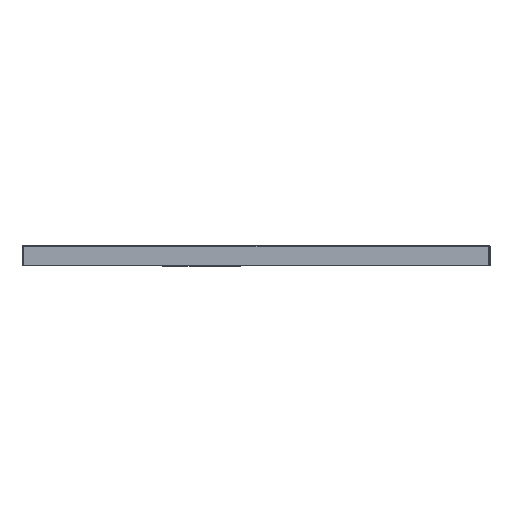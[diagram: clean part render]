
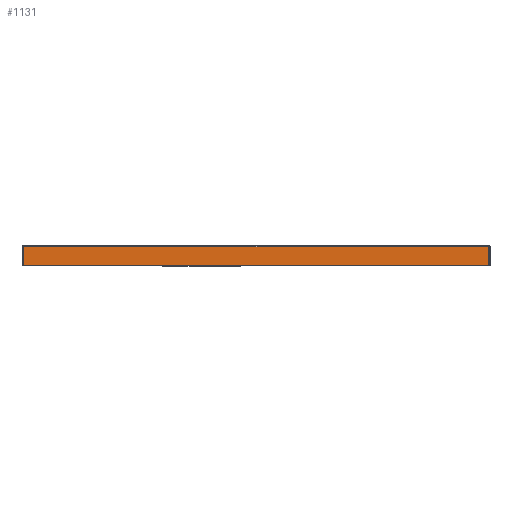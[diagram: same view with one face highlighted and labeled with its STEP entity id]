
A CAD part, left-side view. The second image highlights one B-rep face of the part: STEP entity #1131.
In plain terms, the highlighted planar face has unit normal (-1, 0, 0).
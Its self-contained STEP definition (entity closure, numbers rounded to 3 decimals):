
#365=B_SPLINE_CURVE_WITH_KNOTS('',3,(#18327,#18328,#18329,#18330,#18331,
#18332,#18333,#18334,#18335,#18336,#18337,#18338),.UNSPECIFIED.,.F.,.F.,
(4,2,2,2,2,4),(0.,0.063,0.125,0.25,0.5,1.),.UNSPECIFIED.);
#366=B_SPLINE_CURVE_WITH_KNOTS('',3,(#18340,#18341,#18342,#18343,#18344,
#18345,#18346,#18347,#18348,#18349,#18350,#18351),.UNSPECIFIED.,.F.,.F.,
(4,2,2,2,2,4),(0.,0.5,0.75,0.875,0.938,1.),.UNSPECIFIED.);
#798=FACE_OUTER_BOUND('',#1675,.T.);
#1131=ADVANCED_FACE('',(#798),#1389,.T.);
#1389=PLANE('',#6440);
#1675=EDGE_LOOP('',(#3116,#3117,#3118,#3119,#3120));
#3116=ORIENTED_EDGE('',*,*,#5048,.T.);
#3117=ORIENTED_EDGE('',*,*,#5049,.T.);
#3118=ORIENTED_EDGE('',*,*,#5050,.T.);
#3119=ORIENTED_EDGE('',*,*,#5051,.T.);
#3120=ORIENTED_EDGE('',*,*,#5052,.F.);
#4316=VERTEX_POINT('',#18325);
#4317=VERTEX_POINT('',#18326);
#4318=VERTEX_POINT('',#18339);
#4319=VERTEX_POINT('',#18352);
#4320=VERTEX_POINT('',#18354);
#5048=EDGE_CURVE('',#4316,#4317,#5701,.T.);
#5049=EDGE_CURVE('',#4317,#4318,#365,.T.);
#5050=EDGE_CURVE('',#4318,#4319,#366,.T.);
#5051=EDGE_CURVE('',#4319,#4320,#5702,.T.);
#5052=EDGE_CURVE('',#4316,#4320,#5703,.T.);
#5701=LINE('',#18324,#6072);
#5702=LINE('',#18353,#6073);
#5703=LINE('',#18355,#6074);
#6072=VECTOR('',#7557,1.);
#6073=VECTOR('',#7558,1.);
#6074=VECTOR('',#7559,1.);
#6440=AXIS2_PLACEMENT_3D('',#18356,#7560,#7561);
#7557=DIRECTION('',(0.,0.,1.));
#7558=DIRECTION('',(0.,0.,-1.));
#7559=DIRECTION('',(0.,1.,0.));
#7560=DIRECTION('',(-1.,0.,0.));
#7561=DIRECTION('',(0.,0.,1.));
#18324=CARTESIAN_POINT('',(-200.,-348.5,29.));
#18325=CARTESIAN_POINT('',(-200.,-348.5,0.));
#18326=CARTESIAN_POINT('',(-200.,-348.5,28.48));
#18327=CARTESIAN_POINT('',(-200.,-348.5,28.48));
#18328=CARTESIAN_POINT('',(-200.,-341.24,28.414));
#18329=CARTESIAN_POINT('',(-200.,-333.979,28.47));
#18330=CARTESIAN_POINT('',(-200.,-319.458,28.47));
#18331=CARTESIAN_POINT('',(-200.,-312.198,28.47));
#18332=CARTESIAN_POINT('',(-200.,-290.417,28.47));
#18333=CARTESIAN_POINT('',(-200.,-275.896,28.47));
#18334=CARTESIAN_POINT('',(-200.,-232.333,28.47));
#18335=CARTESIAN_POINT('',(-200.,-203.292,28.47));
#18336=CARTESIAN_POINT('',(-200.,-116.167,28.47));
#18337=CARTESIAN_POINT('',(-200.,-58.083,28.47));
#18338=CARTESIAN_POINT('',(-200.,0.,28.47));
#18339=CARTESIAN_POINT('',(-200.,0.,28.47));
#18340=CARTESIAN_POINT('',(-200.,0.,28.47));
#18341=CARTESIAN_POINT('',(-200.,58.083,28.47));
#18342=CARTESIAN_POINT('',(-200.,116.167,28.47));
#18343=CARTESIAN_POINT('',(-200.,203.292,28.47));
#18344=CARTESIAN_POINT('',(-200.,232.333,28.47));
#18345=CARTESIAN_POINT('',(-200.,275.896,28.47));
#18346=CARTESIAN_POINT('',(-200.,290.417,28.47));
#18347=CARTESIAN_POINT('',(-200.,312.198,28.47));
#18348=CARTESIAN_POINT('',(-200.,319.458,28.47));
#18349=CARTESIAN_POINT('',(-200.,333.979,28.47));
#18350=CARTESIAN_POINT('',(-200.,341.24,28.414));
#18351=CARTESIAN_POINT('',(-200.,348.5,28.48));
#18352=CARTESIAN_POINT('',(-200.,348.5,28.48));
#18353=CARTESIAN_POINT('',(-200.,348.5,29.));
#18354=CARTESIAN_POINT('',(-200.,348.5,0.));
#18355=CARTESIAN_POINT('',(-200.,-350.,0.));
#18356=CARTESIAN_POINT('',(-200.,-350.,29.));
